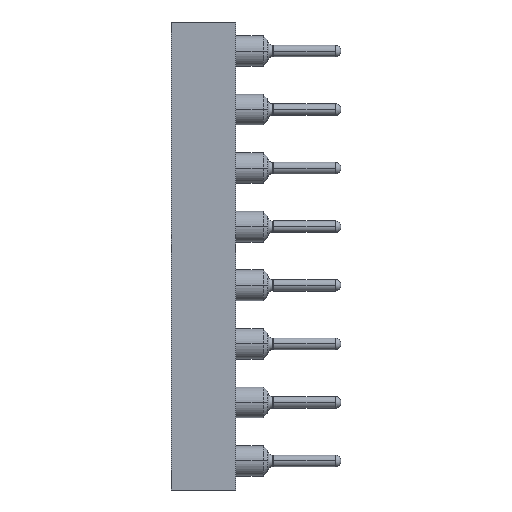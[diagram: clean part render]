
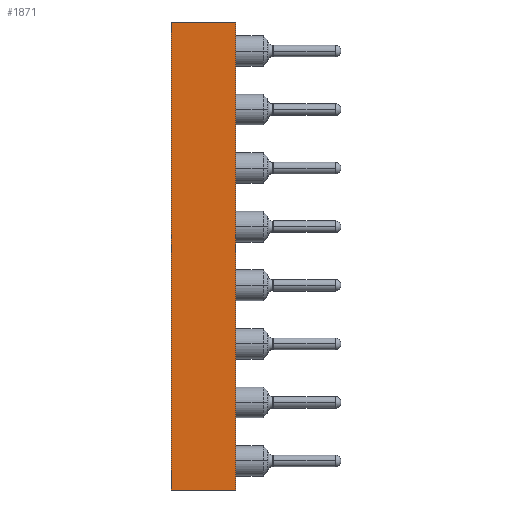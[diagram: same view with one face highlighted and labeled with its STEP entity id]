
A CAD part, left-side view. The second image highlights one B-rep face of the part: STEP entity #1871.
In plain terms, the highlighted planar face has unit normal (-1, 0, 0).
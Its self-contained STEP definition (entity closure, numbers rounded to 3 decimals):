
#1871=ADVANCED_FACE('',(#3815),#3816,.T.);
#3815=FACE_OUTER_BOUND('',#5762,.T.);
#3816=PLANE('',#5763);
#5762=EDGE_LOOP('',(#10828,#10829,#10830,#10831));
#5763=AXIS2_PLACEMENT_3D('',#10832,#10833,#10834);
#10828=ORIENTED_EDGE('',*,*,#12813,.T.);
#10829=ORIENTED_EDGE('',*,*,#12814,.F.);
#10830=ORIENTED_EDGE('',*,*,#12779,.T.);
#10831=ORIENTED_EDGE('',*,*,#12811,.T.);
#10832=CARTESIAN_POINT('',(-5.05,1.4,-10.15));
#10833=DIRECTION('',(-1.0,0.0,0.0));
#10834=DIRECTION('',(0.0,-1.0,0.0));
#12779=EDGE_CURVE('',#15473,#15471,#15474,.T.);
#12811=EDGE_CURVE('',#15471,#15518,#15520,.T.);
#12813=EDGE_CURVE('',#15518,#15522,#15523,.T.);
#12814=EDGE_CURVE('',#15473,#15522,#15524,.T.);
#15471=VERTEX_POINT('',#18639);
#15473=VERTEX_POINT('',#18642);
#15474=LINE('',#18643,#18644);
#15518=VERTEX_POINT('',#18710);
#15520=LINE('',#18713,#18714);
#15522=VERTEX_POINT('',#18716);
#15523=LINE('',#18717,#18718);
#15524=LINE('',#18719,#18720);
#18639=CARTESIAN_POINT('',(-5.05,0.,-10.15));
#18642=CARTESIAN_POINT('',(-5.05,2.8,-10.15));
#18643=CARTESIAN_POINT('',(-5.05,2.8,-10.15));
#18644=VECTOR('',#21668,1.0);
#18710=CARTESIAN_POINT('',(-5.05,0.,10.15));
#18713=CARTESIAN_POINT('',(-5.05,0.,-10.15));
#18714=VECTOR('',#21692,1.0);
#18716=CARTESIAN_POINT('',(-5.05,2.8,10.15));
#18717=CARTESIAN_POINT('',(-5.05,2.8,10.15));
#18718=VECTOR('',#21693,1.0);
#18719=CARTESIAN_POINT('',(-5.05,2.8,-10.15));
#18720=VECTOR('',#21694,1.0);
#21668=DIRECTION('',(0.0,-1.0,0.0));
#21692=DIRECTION('',(0.0,0.0,1.0));
#21693=DIRECTION('',(0.0,1.0,0.0));
#21694=DIRECTION('',(0.0,0.0,1.0));
